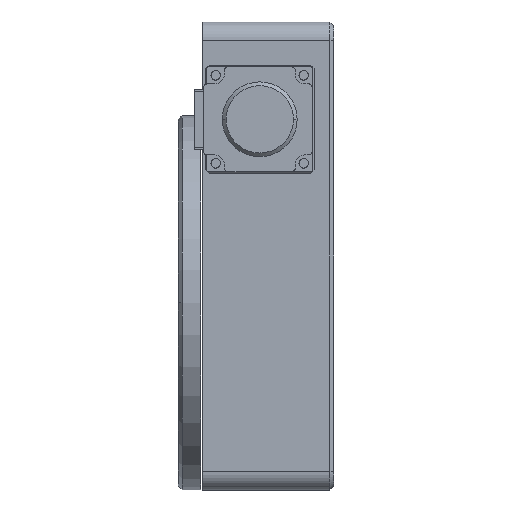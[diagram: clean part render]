
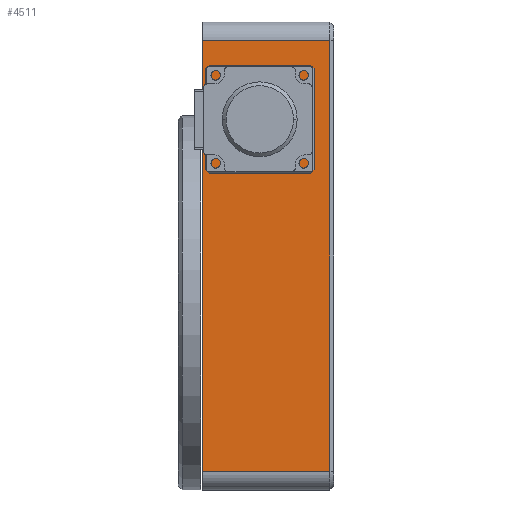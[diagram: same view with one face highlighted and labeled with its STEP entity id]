
A CAD part, left-side view. The second image highlights one B-rep face of the part: STEP entity #4511.
In plain terms, the highlighted planar face has unit normal (-1, 0, 0).
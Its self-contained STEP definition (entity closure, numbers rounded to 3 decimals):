
#48 = CARTESIAN_POINT ( 'NONE',  ( 2.095, -27.576, 153.375 ) ) ;
#145 = AXIS2_PLACEMENT_3D ( 'NONE', #5627, #10165, #4664 ) ;
#435 = ORIENTED_EDGE ( 'NONE', *, *, #10430, .F. ) ;
#444 = ORIENTED_EDGE ( 'NONE', *, *, #6030, .F. ) ;
#457 = CARTESIAN_POINT ( 'NONE',  ( 2.095, -40.576, 268.375 ) ) ;
#471 = DIRECTION ( 'NONE',  ( 0., 1., 0. ) ) ;
#601 = DIRECTION ( 'NONE',  ( 0., 0., 1. ) ) ;
#933 = DIRECTION ( 'NONE',  ( 0., 0., -1. ) ) ;
#1058 = CARTESIAN_POINT ( 'NONE',  ( 2.095, -71.076, 329.375 ) ) ;
#1173 = ORIENTED_EDGE ( 'NONE', *, *, #6598, .F. ) ;
#1302 = EDGE_CURVE ( 'NONE', #11748, #3167, #3131, .T. ) ;
#1540 = CARTESIAN_POINT ( 'NONE',  ( 2.095, -40.576, 383.375 ) ) ;
#1616 = DIRECTION ( 'NONE',  ( 0., -1., 0. ) ) ;
#1788 = DIRECTION ( 'NONE',  ( 0., 0., -1. ) ) ;
#2100 = ORIENTED_EDGE ( 'NONE', *, *, #1302, .F. ) ;
#2237 = CARTESIAN_POINT ( 'NONE',  ( 2.095, -108.576, 153.375 ) ) ;
#2473 = VECTOR ( 'NONE', #7812, 1000. ) ;
#2939 = ORIENTED_EDGE ( 'NONE', *, *, #6469, .F. ) ;
#2974 = LINE ( 'NONE', #4525, #4575 ) ;
#3084 = AXIS2_PLACEMENT_3D ( 'NONE', #6095, #6132, #601 ) ;
#3131 = CIRCLE ( 'NONE', #145, 12. ) ;
#3167 = VERTEX_POINT ( 'NONE', #1058 ) ;
#3464 = VERTEX_POINT ( 'NONE', #1540 ) ;
#3633 = ORIENTED_EDGE ( 'NONE', *, *, #3944, .F. ) ;
#3944 = EDGE_CURVE ( 'NONE', #9461, #7108, #8592, .T. ) ;
#4027 = VECTOR ( 'NONE', #1616, 1000. ) ;
#4386 = AXIS2_PLACEMENT_3D ( 'NONE', #48, #8339, #933 ) ;
#4511 = ADVANCED_FACE ( 'NONE', ( #5872, #8137 ), #7172, .F. ) ;
#4525 = CARTESIAN_POINT ( 'NONE',  ( 2.095, -108.576, 153.375 ) ) ;
#4575 = VECTOR ( 'NONE', #1788, 1000. ) ;
#4664 = DIRECTION ( 'NONE',  ( 0., 0., 1. ) ) ;
#5040 = CIRCLE ( 'NONE', #3084, 12. ) ;
#5363 = EDGE_LOOP ( 'NONE', ( #2100, #2939 ) ) ;
#5627 = CARTESIAN_POINT ( 'NONE',  ( 2.095, -71.076, 341.375 ) ) ;
#5872 = FACE_OUTER_BOUND ( 'NONE', #7781, .T. ) ;
#6030 = EDGE_CURVE ( 'NONE', #7108, #3464, #7779, .T. ) ;
#6095 = CARTESIAN_POINT ( 'NONE',  ( 2.095, -71.076, 341.375 ) ) ;
#6132 = DIRECTION ( 'NONE',  ( -1., 0., 0. ) ) ;
#6469 = EDGE_CURVE ( 'NONE', #3167, #11748, #5040, .T. ) ;
#6598 = EDGE_CURVE ( 'NONE', #3464, #7890, #11374, .T. ) ;
#6984 = VECTOR ( 'NONE', #471, 1000. ) ;
#7108 = VERTEX_POINT ( 'NONE', #8396 ) ;
#7172 = PLANE ( 'NONE',  #4386 ) ;
#7242 = CARTESIAN_POINT ( 'NONE',  ( 2.095, -27.576, 383.375 ) ) ;
#7779 = LINE ( 'NONE', #457, #2473 ) ;
#7781 = EDGE_LOOP ( 'NONE', ( #435, #1173, #444, #3633 ) ) ;
#7812 = DIRECTION ( 'NONE',  ( 0., 0., 1. ) ) ;
#7868 = CARTESIAN_POINT ( 'NONE',  ( 2.095, -27.576, 153.375 ) ) ;
#7890 = VERTEX_POINT ( 'NONE', #9955 ) ;
#8137 = FACE_BOUND ( 'NONE', #5363, .T. ) ;
#8339 = DIRECTION ( 'NONE',  ( 1., 0., 0. ) ) ;
#8396 = CARTESIAN_POINT ( 'NONE',  ( 2.095, -40.576, 153.375 ) ) ;
#8592 = LINE ( 'NONE', #7868, #6984 ) ;
#9459 = CARTESIAN_POINT ( 'NONE',  ( 2.095, -71.076, 353.375 ) ) ;
#9461 = VERTEX_POINT ( 'NONE', #2237 ) ;
#9955 = CARTESIAN_POINT ( 'NONE',  ( 2.095, -108.576, 383.375 ) ) ;
#10165 = DIRECTION ( 'NONE',  ( -1., 0., 0. ) ) ;
#10430 = EDGE_CURVE ( 'NONE', #7890, #9461, #2974, .T. ) ;
#11374 = LINE ( 'NONE', #7242, #4027 ) ;
#11748 = VERTEX_POINT ( 'NONE', #9459 ) ;
